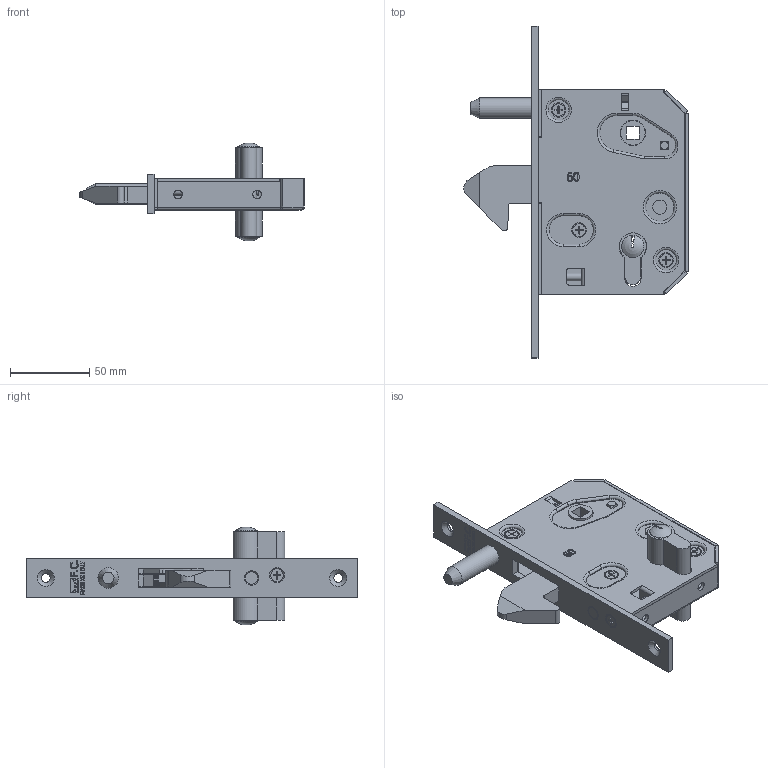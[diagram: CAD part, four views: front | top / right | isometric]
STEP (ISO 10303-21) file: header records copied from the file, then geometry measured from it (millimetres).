
FILE_DESCRIPTION(/* description */ ('215-60 ZINCATA - SERRATURA'),/* implementation_level */ '2;1');
FILE_NAME(/* name */ '11200505 001.stp',/* time_stamp */ '2023-03-06T08:18:35+01:00',/* author */ ('gcocco'),/* organization */ (''),/* preprocessor_version */ 'ST-DEVELOPER v17.2',/* originating_system */ 'Autodesk Inventor 2019',/* authorisation */ '');
FILE_SCHEMA (('AUTOMOTIVE_DESIGN { 1 0 10303 214 3 1 1 }'));
Products named in the file (25): 11200505  001; 38700101  001; 28700101  001; 21001502  001_ribattuto; 21302001  001_ribattuto; 21802501  001_ribattuto; 22101201  001_ribattuto; 26202501  001; 22100801  001_ribattuto; 20100102  001; 21001104  001; 71106671  001; 21510106  001; 23904001; 23904002; 23904003; 27105001  001; 27409001  001; 28501501  001; 79000510; 79000510_n; CAMMA PER CILINDRO; CILINDRO INTERNO; UNI 7435-75 - 12; 26411001
Assembly tree (28 placements, depth 3):
  11200505  001
    38700101  001
      28700101  001
      21001502  001_ribattuto
      21302001  001_ribattuto
      21802501  001_ribattuto
      22100801  001_ribattuto  x2
      22101201  001_ribattuto
      26202501  001
    20100102  001
    21001104  001
    21510106  001  x3
    71106671  001
    23904001
    23904002
    23904003
    27105001  001
    27409001  001
    28501501  001
    79000510
      79000510_n
      CAMMA PER CILINDRO
      CILINDRO INTERNO
      UNI 7435-75 - 12  x2
    26411001
Bounding box: 141.98 x 210 x 61.99 mm (x, y, z)
Volume: 154180.1 mm3; surface area: 124138.2 mm2
Topology: 26 solids, 28 shells, 3326 faces, 9409 edges, 6205 vertices
Faces by surface type: plane 2719, bspline 279, cylinder 230, torus 34, sphere 34, cone 30
Full cylindrical faces by diameter (mm): 1.7 x4, 3.3 x1, 4.134 x4, 4.8 x1, 5 x5, 5.5 x7, 6 x8, 6.5 x9, 6.6 x1, 7.5 x3, 7.8 x1, 8 x2, 8.8 x1, 9 x4, 9.2 x3, 12 x4, 12.2 x2, 13 x5, 14 x3, 15.5 x2, 16 x2, 18 x1, 20 x1
Entity records: 104427 total; most frequent: CARTESIAN_POINT 22450, ORIENTED_EDGE 16726, DIRECTION 15398, EDGE_CURVE 9086, LINE 8032, VECTOR 8032, VERTEX_POINT 6009, AXIS2_PLACEMENT_3D 3683
